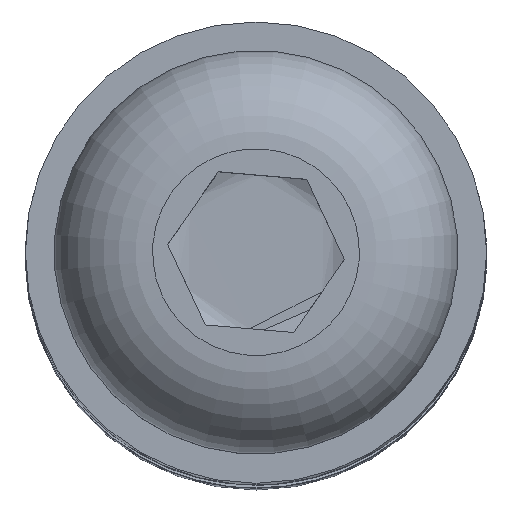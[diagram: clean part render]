
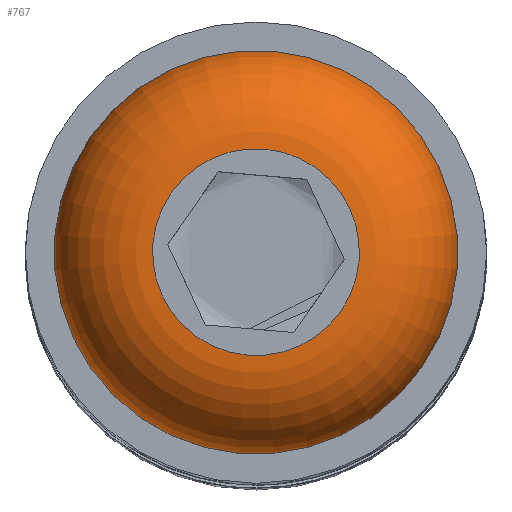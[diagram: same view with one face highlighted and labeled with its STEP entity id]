
A CAD part, top view. The second image highlights one B-rep face of the part: STEP entity #767.
In plain terms, the highlighted toroidal (fillet/blend) face has major radius 2.69 mm and minor radius 2.56 mm.
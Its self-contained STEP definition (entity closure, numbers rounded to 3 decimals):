
#61=TOROIDAL_SURFACE('',#947,2.69,2.56);
#141=FACE_OUTER_BOUND('',#190,.T.);
#190=EDGE_LOOP('',(#608,#609,#610,#611,#612,#613,#614));
#347=CIRCLE('',#948,5.25);
#348=CIRCLE('',#949,5.25);
#349=CIRCLE('',#950,2.56);
#350=CIRCLE('',#951,2.69);
#351=CIRCLE('',#952,2.69);
#352=CIRCLE('',#953,5.25);
#389=VERTEX_POINT('',#1334);
#390=VERTEX_POINT('',#1335);
#391=VERTEX_POINT('',#1337);
#392=VERTEX_POINT('',#1339);
#393=VERTEX_POINT('',#1341);
#472=EDGE_CURVE('',#389,#390,#347,.T.);
#473=EDGE_CURVE('',#390,#391,#348,.T.);
#474=EDGE_CURVE('',#391,#392,#349,.T.);
#475=EDGE_CURVE('',#392,#393,#350,.T.);
#476=EDGE_CURVE('',#393,#392,#351,.T.);
#477=EDGE_CURVE('',#391,#389,#352,.T.);
#608=ORIENTED_EDGE('',*,*,#472,.T.);
#609=ORIENTED_EDGE('',*,*,#473,.T.);
#610=ORIENTED_EDGE('',*,*,#474,.T.);
#611=ORIENTED_EDGE('',*,*,#475,.T.);
#612=ORIENTED_EDGE('',*,*,#476,.T.);
#613=ORIENTED_EDGE('',*,*,#474,.F.);
#614=ORIENTED_EDGE('',*,*,#477,.T.);
#767=ADVANCED_FACE('',(#141),#61,.T.);
#947=AXIS2_PLACEMENT_3D('',#1333,#1102,#1103);
#948=AXIS2_PLACEMENT_3D('',#1336,#1104,#1105);
#949=AXIS2_PLACEMENT_3D('',#1338,#1106,#1107);
#950=AXIS2_PLACEMENT_3D('',#1340,#1108,#1109);
#951=AXIS2_PLACEMENT_3D('',#1342,#1110,#1111);
#952=AXIS2_PLACEMENT_3D('',#1343,#1112,#1113);
#953=AXIS2_PLACEMENT_3D('',#1344,#1114,#1115);
#1102=DIRECTION('center_axis',(1.,0.,0.));
#1103=DIRECTION('ref_axis',(0.,0.,-1.));
#1104=DIRECTION('center_axis',(-1.,0.,0.));
#1105=DIRECTION('ref_axis',(0.,-1.,0.));
#1106=DIRECTION('center_axis',(-1.,0.,0.));
#1107=DIRECTION('ref_axis',(0.,-1.,0.));
#1108=DIRECTION('center_axis',(0.,-1.,0.));
#1109=DIRECTION('ref_axis',(0.,0.,1.));
#1110=DIRECTION('center_axis',(1.,0.,0.));
#1111=DIRECTION('ref_axis',(0.,-1.,0.));
#1112=DIRECTION('center_axis',(1.,0.,0.));
#1113=DIRECTION('ref_axis',(0.,-1.,0.));
#1114=DIRECTION('center_axis',(-1.,0.,0.));
#1115=DIRECTION('ref_axis',(0.,-1.,0.));
#1333=CARTESIAN_POINT('Origin',(-0.74,0.,
0.));
#1334=CARTESIAN_POINT('',(-0.74,5.25,0.));
#1335=CARTESIAN_POINT('',(-0.74,-5.25,0.));
#1336=CARTESIAN_POINT('Origin',(-0.74,0.,
0.));
#1337=CARTESIAN_POINT('',(-0.74,0.,5.25));
#1338=CARTESIAN_POINT('Origin',(-0.74,0.,
0.));
#1339=CARTESIAN_POINT('',(-3.3,0.,2.69));
#1340=CARTESIAN_POINT('Origin',(-0.74,0.,
2.69));
#1341=CARTESIAN_POINT('',(-3.3,2.69,0.));
#1342=CARTESIAN_POINT('Origin',(-3.3,0.,0.));
#1343=CARTESIAN_POINT('Origin',(-3.3,0.,0.));
#1344=CARTESIAN_POINT('Origin',(-0.74,0.,
0.));
